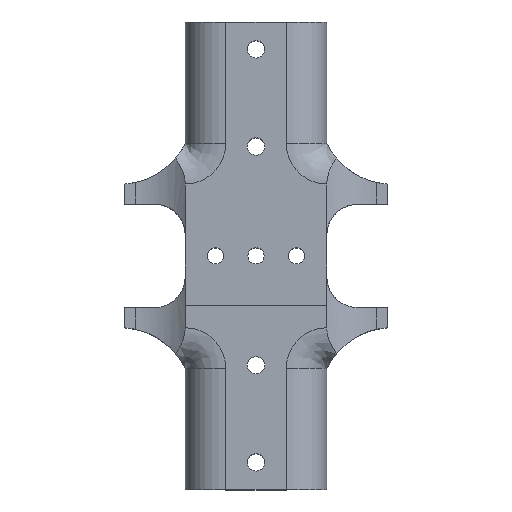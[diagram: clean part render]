
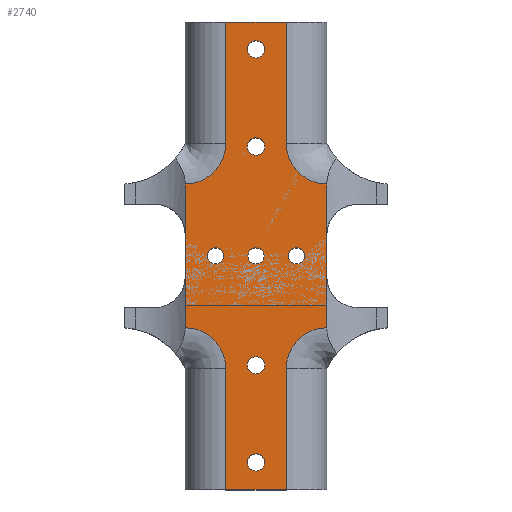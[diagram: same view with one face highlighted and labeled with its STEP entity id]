
A CAD part, top view. The second image highlights one B-rep face of the part: STEP entity #2740.
In plain terms, the highlighted planar face has unit normal (0, 0, 1).
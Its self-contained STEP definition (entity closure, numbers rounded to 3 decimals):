
#184=FACE_BOUND('',#562,.T.);
#185=FACE_BOUND('',#563,.T.);
#186=FACE_BOUND('',#564,.T.);
#187=FACE_BOUND('',#565,.T.);
#188=FACE_BOUND('',#566,.T.);
#189=FACE_BOUND('',#567,.T.);
#190=FACE_BOUND('',#568,.T.);
#235=CIRCLE('',#2883,2.15);
#237=CIRCLE('',#2887,2.15);
#245=CIRCLE('',#2899,10.);
#249=CIRCLE('',#2905,10.);
#272=CIRCLE('',#2953,10.);
#273=CIRCLE('',#2954,10.);
#274=CIRCLE('',#2955,2.);
#275=CIRCLE('',#2956,2.);
#276=CIRCLE('',#2957,2.);
#277=CIRCLE('',#2958,2.15);
#278=CIRCLE('',#2959,2.15);
#398=FACE_OUTER_BOUND('',#561,.T.);
#561=EDGE_LOOP('',(#2055,#2056,#2057,#2058,#2059,#2060,#2061,#2062,#2063,
#2064,#2065,#2066,#2067,#2068,#2069,#2070));
#562=EDGE_LOOP('',(#2071));
#563=EDGE_LOOP('',(#2072));
#564=EDGE_LOOP('',(#2073));
#565=EDGE_LOOP('',(#2074));
#566=EDGE_LOOP('',(#2075));
#567=EDGE_LOOP('',(#2076));
#568=EDGE_LOOP('',(#2077));
#735=LINE('',#4021,#957);
#737=LINE('',#4085,#959);
#738=LINE('',#4091,#960);
#744=LINE('',#4212,#966);
#750=LINE('',#4279,#972);
#785=LINE('',#4415,#1007);
#786=LINE('',#4419,#1008);
#787=LINE('',#4421,#1009);
#788=LINE('',#4423,#1010);
#789=LINE('',#4427,#1011);
#790=LINE('',#4428,#1012);
#791=LINE('',#4429,#1013);
#957=VECTOR('',#3214,10.);
#959=VECTOR('',#3222,10.);
#960=VECTOR('',#3227,10.);
#966=VECTOR('',#3247,10.);
#972=VECTOR('',#3269,10.);
#1007=VECTOR('',#3372,10.);
#1008=VECTOR('',#3375,10.);
#1009=VECTOR('',#3376,10.);
#1010=VECTOR('',#3377,10.);
#1011=VECTOR('',#3380,10.);
#1012=VECTOR('',#3381,10.);
#1013=VECTOR('',#3382,10.);
#1170=VERTEX_POINT('',#3927);
#1172=VERTEX_POINT('',#3935);
#1184=VERTEX_POINT('',#4014);
#1187=VERTEX_POINT('',#4019);
#1189=VERTEX_POINT('',#4038);
#1193=VERTEX_POINT('',#4074);
#1195=VERTEX_POINT('',#4088);
#1196=VERTEX_POINT('',#4090);
#1199=VERTEX_POINT('',#4121);
#1209=VERTEX_POINT('',#4211);
#1249=VERTEX_POINT('',#4413);
#1250=VERTEX_POINT('',#4414);
#1251=VERTEX_POINT('',#4416);
#1252=VERTEX_POINT('',#4418);
#1253=VERTEX_POINT('',#4420);
#1254=VERTEX_POINT('',#4422);
#1255=VERTEX_POINT('',#4424);
#1256=VERTEX_POINT('',#4426);
#1257=VERTEX_POINT('',#4430);
#1258=VERTEX_POINT('',#4432);
#1259=VERTEX_POINT('',#4434);
#1260=VERTEX_POINT('',#4436);
#1261=VERTEX_POINT('',#4438);
#1437=EDGE_CURVE('',#1170,#1170,#235,.T.);
#1441=EDGE_CURVE('',#1172,#1172,#237,.T.);
#1460=EDGE_CURVE('',#1187,#1184,#735,.T.);
#1462=EDGE_CURVE('',#1189,#1187,#245,.T.);
#1468=EDGE_CURVE('',#1189,#1193,#737,.T.);
#1470=EDGE_CURVE('',#1195,#1196,#738,.T.);
#1474=EDGE_CURVE('',#1196,#1199,#249,.T.);
#1487=EDGE_CURVE('',#1209,#1199,#744,.T.);
#1501=EDGE_CURVE('',#1184,#1195,#750,.T.);
#1552=EDGE_CURVE('',#1249,#1250,#785,.T.);
#1553=EDGE_CURVE('',#1251,#1250,#272,.T.);
#1554=EDGE_CURVE('',#1252,#1251,#786,.T.);
#1555=EDGE_CURVE('',#1253,#1252,#787,.T.);
#1556=EDGE_CURVE('',#1254,#1253,#788,.T.);
#1557=EDGE_CURVE('',#1255,#1254,#273,.T.);
#1558=EDGE_CURVE('',#1255,#1256,#789,.T.);
#1559=EDGE_CURVE('',#1256,#1209,#790,.T.);
#1560=EDGE_CURVE('',#1193,#1249,#791,.T.);
#1561=EDGE_CURVE('',#1257,#1257,#274,.T.);
#1562=EDGE_CURVE('',#1258,#1258,#275,.T.);
#1563=EDGE_CURVE('',#1259,#1259,#276,.T.);
#1564=EDGE_CURVE('',#1260,#1260,#277,.T.);
#1565=EDGE_CURVE('',#1261,#1261,#278,.T.);
#2055=ORIENTED_EDGE('',*,*,#1552,.T.);
#2056=ORIENTED_EDGE('',*,*,#1553,.F.);
#2057=ORIENTED_EDGE('',*,*,#1554,.F.);
#2058=ORIENTED_EDGE('',*,*,#1555,.F.);
#2059=ORIENTED_EDGE('',*,*,#1556,.F.);
#2060=ORIENTED_EDGE('',*,*,#1557,.F.);
#2061=ORIENTED_EDGE('',*,*,#1558,.T.);
#2062=ORIENTED_EDGE('',*,*,#1559,.T.);
#2063=ORIENTED_EDGE('',*,*,#1487,.T.);
#2064=ORIENTED_EDGE('',*,*,#1474,.F.);
#2065=ORIENTED_EDGE('',*,*,#1470,.F.);
#2066=ORIENTED_EDGE('',*,*,#1501,.F.);
#2067=ORIENTED_EDGE('',*,*,#1460,.F.);
#2068=ORIENTED_EDGE('',*,*,#1462,.F.);
#2069=ORIENTED_EDGE('',*,*,#1468,.T.);
#2070=ORIENTED_EDGE('',*,*,#1560,.T.);
#2071=ORIENTED_EDGE('',*,*,#1441,.T.);
#2072=ORIENTED_EDGE('',*,*,#1437,.T.);
#2073=ORIENTED_EDGE('',*,*,#1561,.T.);
#2074=ORIENTED_EDGE('',*,*,#1562,.T.);
#2075=ORIENTED_EDGE('',*,*,#1563,.T.);
#2076=ORIENTED_EDGE('',*,*,#1564,.T.);
#2077=ORIENTED_EDGE('',*,*,#1565,.T.);
#2653=PLANE('',#2952);
#2740=ADVANCED_FACE('',(#398,#184,#185,#186,#187,#188,#189,#190),#2653,
 .T.);
#2883=AXIS2_PLACEMENT_3D('',#3928,#3173,#3174);
#2887=AXIS2_PLACEMENT_3D('',#3936,#3183,#3184);
#2899=AXIS2_PLACEMENT_3D('',#4049,#3215,#3216);
#2905=AXIS2_PLACEMENT_3D('',#4122,#3231,#3232);
#2952=AXIS2_PLACEMENT_3D('',#4412,#3370,#3371);
#2953=AXIS2_PLACEMENT_3D('',#4417,#3373,#3374);
#2954=AXIS2_PLACEMENT_3D('',#4425,#3378,#3379);
#2955=AXIS2_PLACEMENT_3D('',#4431,#3383,#3384);
#2956=AXIS2_PLACEMENT_3D('',#4433,#3385,#3386);
#2957=AXIS2_PLACEMENT_3D('',#4435,#3387,#3388);
#2958=AXIS2_PLACEMENT_3D('',#4437,#3389,#3390);
#2959=AXIS2_PLACEMENT_3D('',#4439,#3391,#3392);
#3173=DIRECTION('center_axis',(0.,0.,
-1.));
#3174=DIRECTION('ref_axis',(1.,0.,0.));
#3183=DIRECTION('center_axis',(0.,0.,
-1.));
#3184=DIRECTION('ref_axis',(1.,0.,0.));
#3214=DIRECTION('',(0.,-1.,0.));
#3215=DIRECTION('center_axis',(0.,0.,
1.));
#3216=DIRECTION('ref_axis',(1.,0.,0.));
#3222=DIRECTION('',(0.,1.,0.));
#3227=DIRECTION('',(0.,1.,0.));
#3231=DIRECTION('center_axis',(0.,0.,
1.));
#3232=DIRECTION('ref_axis',(-1.,0.,0.));
#3247=DIRECTION('',(0.,-1.,0.));
#3269=DIRECTION('',(-1.,0.,0.));
#3370=DIRECTION('center_axis',(0.,0.,1.));
#3371=DIRECTION('ref_axis',(1.,0.,0.));
#3372=DIRECTION('',(0.,1.,0.));
#3373=DIRECTION('center_axis',(0.,0.,1.));
#3374=DIRECTION('ref_axis',(1.,0.,0.));
#3375=DIRECTION('',(0.,-1.,0.));
#3376=DIRECTION('',(1.,0.,0.));
#3377=DIRECTION('',(0.,1.,0.));
#3378=DIRECTION('center_axis',(0.,0.,1.));
#3379=DIRECTION('ref_axis',(-1.,0.,0.));
#3380=DIRECTION('',(0.,-1.,0.));
#3381=DIRECTION('',(0.,-1.,0.));
#3382=DIRECTION('',(0.,1.,0.));
#3383=DIRECTION('center_axis',(0.,0.,-1.));
#3384=DIRECTION('ref_axis',(-1.,0.,0.));
#3385=DIRECTION('center_axis',(0.,0.,-1.));
#3386=DIRECTION('ref_axis',(-1.,0.,0.));
#3387=DIRECTION('center_axis',(0.,0.,-1.));
#3388=DIRECTION('ref_axis',(-1.,0.,0.));
#3389=DIRECTION('center_axis',(0.,0.,-1.));
#3390=DIRECTION('ref_axis',(-1.,0.,0.));
#3391=DIRECTION('center_axis',(0.,0.,-1.));
#3392=DIRECTION('ref_axis',(-1.,0.,0.));
#3927=CARTESIAN_POINT('',(-2.15,-27.,30.5));
#3928=CARTESIAN_POINT('Origin',(0.,-27.,
30.5));
#3935=CARTESIAN_POINT('',(-2.15,-51.,30.5));
#3936=CARTESIAN_POINT('Origin',(0.,-51.,
30.5));
#4014=CARTESIAN_POINT('',(7.5,-57.75,30.5));
#4019=CARTESIAN_POINT('',(7.5,-27.75,30.5));
#4021=CARTESIAN_POINT('',(7.5,-20.25,30.5));
#4038=CARTESIAN_POINT('',(17.5,-17.75,30.5));
#4049=CARTESIAN_POINT('Origin',(17.5,-27.75,30.5));
#4074=CARTESIAN_POINT('',(17.5,-5.25,30.5));
#4085=CARTESIAN_POINT('',(17.5,12.75,30.5));
#4088=CARTESIAN_POINT('',(-7.5,-57.75,30.5));
#4090=CARTESIAN_POINT('',(-7.5,-27.75,30.5));
#4091=CARTESIAN_POINT('',(-7.5,-20.25,30.5));
#4121=CARTESIAN_POINT('',(-17.5,-17.75,30.5));
#4122=CARTESIAN_POINT('Origin',(-17.5,-27.75,30.5));
#4211=CARTESIAN_POINT('',(-17.5,-5.25,30.5));
#4212=CARTESIAN_POINT('',(-17.5,12.75,30.5));
#4279=CARTESIAN_POINT('',(-17.5,-57.75,30.5));
#4412=CARTESIAN_POINT('Origin',(-17.5,12.75,30.5));
#4413=CARTESIAN_POINT('',(17.5,5.25,30.5));
#4414=CARTESIAN_POINT('',(17.5,17.75,30.5));
#4415=CARTESIAN_POINT('',(17.5,12.75,30.5));
#4416=CARTESIAN_POINT('',(7.5,27.75,30.5));
#4417=CARTESIAN_POINT('Origin',(17.5,27.75,30.5));
#4418=CARTESIAN_POINT('',(7.5,57.75,30.5));
#4419=CARTESIAN_POINT('',(7.5,20.25,30.5));
#4420=CARTESIAN_POINT('',(-7.5,57.75,30.5));
#4421=CARTESIAN_POINT('',(17.5,57.75,30.5));
#4422=CARTESIAN_POINT('',(-7.5,27.75,30.5));
#4423=CARTESIAN_POINT('',(-7.5,20.25,30.5));
#4424=CARTESIAN_POINT('',(-17.5,17.75,30.5));
#4425=CARTESIAN_POINT('Origin',(-17.5,27.75,30.5));
#4426=CARTESIAN_POINT('',(-17.5,5.25,30.5));
#4427=CARTESIAN_POINT('',(-17.5,12.75,30.5));
#4428=CARTESIAN_POINT('',(-17.5,12.75,30.5));
#4429=CARTESIAN_POINT('',(17.5,12.75,30.5));
#4430=CARTESIAN_POINT('',(2.,0.,30.5));
#4431=CARTESIAN_POINT('Origin',(0.,0.,30.5));
#4432=CARTESIAN_POINT('',(12.,0.,30.5));
#4433=CARTESIAN_POINT('Origin',(10.,0.,30.5));
#4434=CARTESIAN_POINT('',(-8.,0.,30.5));
#4435=CARTESIAN_POINT('Origin',(-10.,0.,30.5));
#4436=CARTESIAN_POINT('',(2.15,51.,30.5));
#4437=CARTESIAN_POINT('Origin',(0.,51.,30.5));
#4438=CARTESIAN_POINT('',(2.15,27.,30.5));
#4439=CARTESIAN_POINT('Origin',(0.,27.,30.5));
